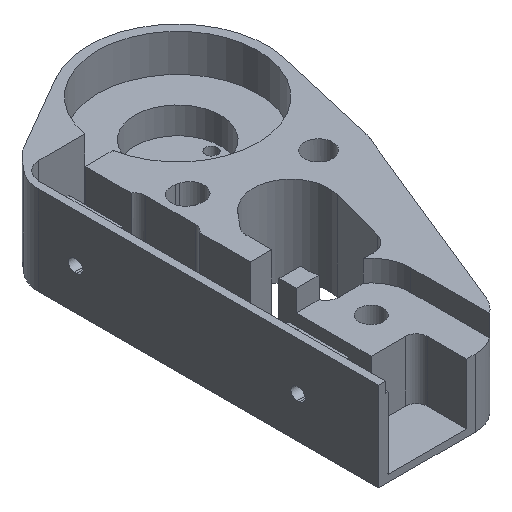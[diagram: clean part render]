
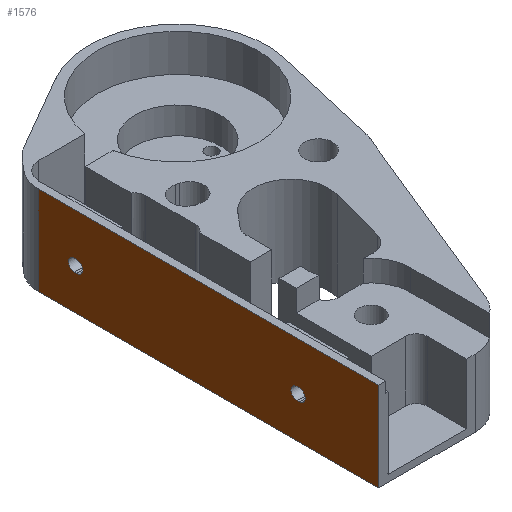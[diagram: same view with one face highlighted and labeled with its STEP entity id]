
A CAD part, isometric view. The second image highlights one B-rep face of the part: STEP entity #1576.
In plain terms, the highlighted planar face has unit normal (-1, 0, 0).
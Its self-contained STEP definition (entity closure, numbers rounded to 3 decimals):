
#31=FACE_BOUND('',#206,.T.);
#32=FACE_BOUND('',#207,.T.);
#114=FACE_OUTER_BOUND('',#205,.T.);
#205=EDGE_LOOP('',(#1308,#1309,#1310,#1311));
#206=EDGE_LOOP('',(#1312,#1313,#1314,#1315));
#207=EDGE_LOOP('',(#1316,#1317,#1318,#1319));
#310=CIRCLE('',#1732,1.7);
#311=CIRCLE('',#1733,1.7);
#312=CIRCLE('',#1734,1.7);
#313=CIRCLE('',#1735,1.7);
#350=LINE('',#2332,#503);
#434=LINE('',#2559,#587);
#438=LINE('',#2574,#591);
#444=LINE('',#2609,#597);
#445=LINE('',#2615,#598);
#446=LINE('',#2618,#599);
#447=LINE('',#2623,#600);
#448=LINE('',#2626,#601);
#503=VECTOR('',#1854,25.);
#587=VECTOR('',#2058,95.596);
#591=VECTOR('',#2074,95.596);
#597=VECTOR('',#2112,25.);
#598=VECTOR('',#2117,0.6);
#599=VECTOR('',#2120,0.6);
#600=VECTOR('',#2123,0.6);
#601=VECTOR('',#2126,0.6);
#664=VERTEX_POINT('',#2329);
#665=VERTEX_POINT('',#2331);
#748=VERTEX_POINT('',#2557);
#753=VERTEX_POINT('',#2573);
#767=VERTEX_POINT('',#2611);
#768=VERTEX_POINT('',#2612);
#769=VERTEX_POINT('',#2614);
#770=VERTEX_POINT('',#2616);
#771=VERTEX_POINT('',#2619);
#772=VERTEX_POINT('',#2620);
#773=VERTEX_POINT('',#2622);
#774=VERTEX_POINT('',#2624);
#828=EDGE_CURVE('',#664,#665,#350,.T.);
#944=EDGE_CURVE('',#748,#664,#434,.T.);
#952=EDGE_CURVE('',#753,#665,#438,.T.);
#971=EDGE_CURVE('',#748,#753,#444,.T.);
#972=EDGE_CURVE('',#767,#768,#310,.T.);
#973=EDGE_CURVE('',#768,#769,#445,.T.);
#974=EDGE_CURVE('',#769,#770,#311,.T.);
#975=EDGE_CURVE('',#770,#767,#446,.T.);
#976=EDGE_CURVE('',#771,#772,#312,.T.);
#977=EDGE_CURVE('',#772,#773,#447,.T.);
#978=EDGE_CURVE('',#773,#774,#313,.T.);
#979=EDGE_CURVE('',#774,#771,#448,.T.);
#1308=ORIENTED_EDGE('',*,*,#971,.T.);
#1309=ORIENTED_EDGE('',*,*,#952,.T.);
#1310=ORIENTED_EDGE('',*,*,#828,.F.);
#1311=ORIENTED_EDGE('',*,*,#944,.F.);
#1312=ORIENTED_EDGE('',*,*,#972,.T.);
#1313=ORIENTED_EDGE('',*,*,#973,.T.);
#1314=ORIENTED_EDGE('',*,*,#974,.T.);
#1315=ORIENTED_EDGE('',*,*,#975,.T.);
#1316=ORIENTED_EDGE('',*,*,#976,.T.);
#1317=ORIENTED_EDGE('',*,*,#977,.T.);
#1318=ORIENTED_EDGE('',*,*,#978,.T.);
#1319=ORIENTED_EDGE('',*,*,#979,.T.);
#1516=PLANE('',#1731);
#1576=ADVANCED_FACE('',(#114,#31,#32),#1516,.F.);
#1731=AXIS2_PLACEMENT_3D('',#2610,#2113,#2114);
#1732=AXIS2_PLACEMENT_3D('',#2613,#2115,#2116);
#1733=AXIS2_PLACEMENT_3D('',#2617,#2118,#2119);
#1734=AXIS2_PLACEMENT_3D('',#2621,#2121,#2122);
#1735=AXIS2_PLACEMENT_3D('',#2625,#2124,#2125);
#1854=DIRECTION('',(0.,0.,-1.));
#2058=DIRECTION('',(0.,-1.,0.));
#2074=DIRECTION('',(0.,-1.,0.));
#2112=DIRECTION('',(0.,0.,-1.));
#2113=DIRECTION('center_axis',(1.,0.,0.));
#2114=DIRECTION('ref_axis',(0.,0.,-1.));
#2115=DIRECTION('center_axis',(1.,0.,0.));
#2116=DIRECTION('ref_axis',(0.,-1.,0.));
#2117=DIRECTION('',(0.,1.,0.));
#2118=DIRECTION('center_axis',(1.,0.,0.));
#2119=DIRECTION('ref_axis',(0.,-1.,0.));
#2120=DIRECTION('',(0.,-1.,0.));
#2121=DIRECTION('center_axis',(1.,0.,0.));
#2122=DIRECTION('ref_axis',(0.,-1.,0.));
#2123=DIRECTION('',(0.,1.,0.));
#2124=DIRECTION('center_axis',(1.,0.,0.));
#2125=DIRECTION('ref_axis',(0.,-1.,0.));
#2126=DIRECTION('',(0.,-1.,0.));
#2329=CARTESIAN_POINT('',(0.,0.,25.));
#2331=CARTESIAN_POINT('',(0.,0.,0.));
#2332=CARTESIAN_POINT('',(0.,0.,25.));
#2557=CARTESIAN_POINT('',(0.,95.596,25.));
#2559=CARTESIAN_POINT('',(0.,95.596,25.));
#2573=CARTESIAN_POINT('',(0.,95.596,0.));
#2574=CARTESIAN_POINT('',(0.,95.596,0.));
#2609=CARTESIAN_POINT('',(0.,95.596,25.));
#2610=CARTESIAN_POINT('Origin',(0.,95.596,25.));
#2611=CARTESIAN_POINT('',(0.,22.336,13.2));
#2612=CARTESIAN_POINT('',(0.,22.336,9.8));
#2613=CARTESIAN_POINT('Origin',(0.,22.336,11.5));
#2614=CARTESIAN_POINT('',(0.,22.936,9.8));
#2615=CARTESIAN_POINT('',(0.,22.936,9.8));
#2616=CARTESIAN_POINT('',(0.,22.936,13.2));
#2617=CARTESIAN_POINT('Origin',(0.,22.936,11.5));
#2618=CARTESIAN_POINT('',(0.,22.936,13.2));
#2619=CARTESIAN_POINT('',(0.,84.839,13.2));
#2620=CARTESIAN_POINT('',(0.,84.839,9.8));
#2621=CARTESIAN_POINT('Origin',(0.,84.839,11.5));
#2622=CARTESIAN_POINT('',(0.,85.439,9.8));
#2623=CARTESIAN_POINT('',(0.,85.439,9.8));
#2624=CARTESIAN_POINT('',(0.,85.439,13.2));
#2625=CARTESIAN_POINT('Origin',(0.,85.439,11.5));
#2626=CARTESIAN_POINT('',(0.,85.439,13.2));
